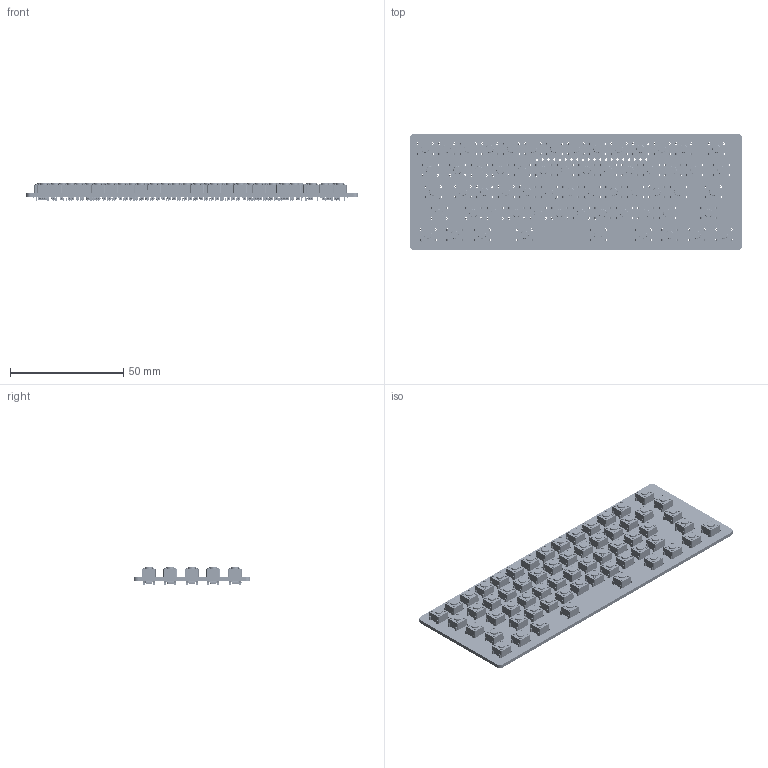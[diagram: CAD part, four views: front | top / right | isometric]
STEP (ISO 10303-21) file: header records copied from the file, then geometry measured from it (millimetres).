
FILE_DESCRIPTION(('KiCad electronic assembly'),'2;1');
FILE_NAME('tiny-keeb.step','2024-12-04T12:46:38',('Pcbnew'),('Kicad'), 'Open CASCADE STEP processor 7.7','KiCad to STEP converter','Unknown' );
FILE_SCHEMA(('AUTOMOTIVE_DESIGN { 1 0 10303 214 1 1 1 1 }'));
Length unit declared in the file: millimetre
Products named in the file (6): tiny-keeb 1; SW_PUSH_6mm; SOLID; D_SOD-123; tiny-keeb PCB
Assembly tree (126 placements, depth 3):
  tiny-keeb 1
    SW_PUSH_6mm  x62
      SOLID
    D_SOD-123  x61
      SOLID
    tiny-keeb PCB
Bounding box: 146.5 x 51.5 x 7.8 mm (x, y, z)
Volume: 20751.9 mm3; surface area: 30514.5 mm2
Topology: 124 solids, 124 shells, 10915 faces, 27638 edges, 17342 vertices
Faces by surface type: plane 5969, cylinder 3298, bspline 1586, torus 62
Full cylindrical faces by diameter (mm): 1 x268, 1.1 x248, 3.5 x62
Entity records: 39099 total; most frequent: CARTESIAN_POINT 9365, DIRECTION 5297, LINE 2804, VECTOR 2804, ORIENTED_EDGE 2762, PCURVE 2762, DEFINITIONAL_REPRESENTATION 2762, EDGE_CURVE 1381
